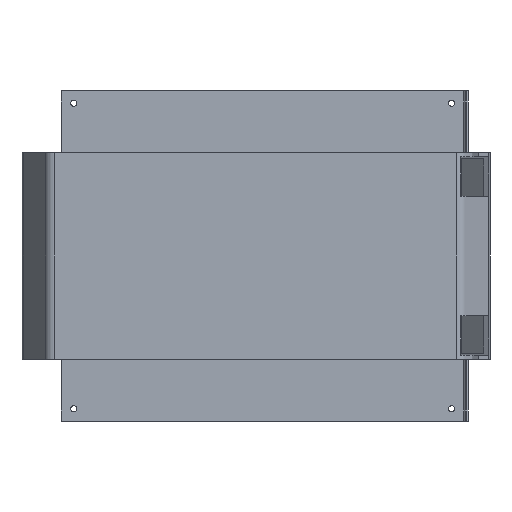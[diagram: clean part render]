
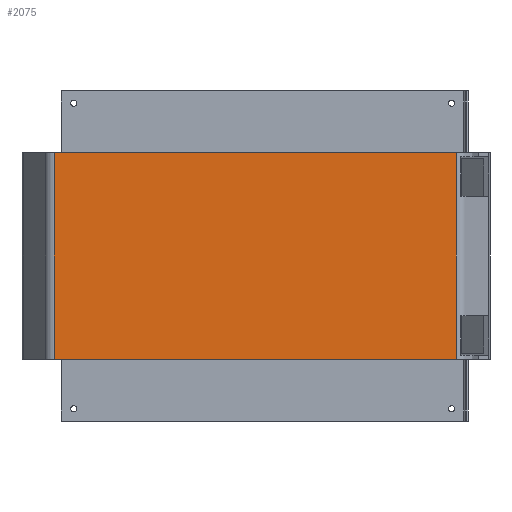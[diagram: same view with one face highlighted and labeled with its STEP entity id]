
A CAD part, front view. The second image highlights one B-rep face of the part: STEP entity #2075.
In plain terms, the highlighted planar face has unit normal (0, -1, 0).
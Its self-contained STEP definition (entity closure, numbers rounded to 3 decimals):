
#111=PLANE('',#2262);
#204=FACE_OUTER_BOUND('',#331,.T.);
#331=EDGE_LOOP('',(#1949,#1950,#1951,#1952));
#387=LINE('',#3010,#608);
#404=LINE('',#3068,#625);
#419=LINE('',#3123,#640);
#430=LINE('',#3146,#651);
#608=VECTOR('',#2426,10.);
#625=VECTOR('',#2471,10.);
#640=VECTOR('',#2522,10.);
#651=VECTOR('',#2543,10.);
#921=VERTEX_POINT('',#3007);
#922=VERTEX_POINT('',#3009);
#948=VERTEX_POINT('',#3065);
#949=VERTEX_POINT('',#3067);
#1137=EDGE_CURVE('',#921,#922,#387,.T.);
#1166=EDGE_CURVE('',#948,#949,#404,.T.);
#1195=EDGE_CURVE('',#922,#948,#419,.T.);
#1207=EDGE_CURVE('',#949,#921,#430,.T.);
#1949=ORIENTED_EDGE('',*,*,#1195,.F.);
#1950=ORIENTED_EDGE('',*,*,#1137,.F.);
#1951=ORIENTED_EDGE('',*,*,#1207,.F.);
#1952=ORIENTED_EDGE('',*,*,#1166,.F.);
#2075=ADVANCED_FACE('',(#204),#111,.T.);
#2262=AXIS2_PLACEMENT_3D('',#3422,#2830,#2831);
#2426=DIRECTION('',(1.,0.,0.));
#2471=DIRECTION('',(-1.,0.,0.));
#2522=DIRECTION('',(0.,0.,-1.));
#2543=DIRECTION('',(0.,0.,1.));
#2830=DIRECTION('center_axis',(0.,-1.,0.));
#2831=DIRECTION('ref_axis',(-1.,0.,0.));
#3007=CARTESIAN_POINT('',(2.643,0.,0.));
#3009=CARTESIAN_POINT('',(197.357,0.,0.));
#3010=CARTESIAN_POINT('',(0.,0.,0.));
#3065=CARTESIAN_POINT('',(197.357,0.,-100.));
#3067=CARTESIAN_POINT('',(2.643,0.,-100.));
#3068=CARTESIAN_POINT('',(0.,0.,-100.));
#3123=CARTESIAN_POINT('',(197.357,0.,0.));
#3146=CARTESIAN_POINT('',(2.643,0.,0.));
#3422=CARTESIAN_POINT('Origin',(200.,0.,0.));
